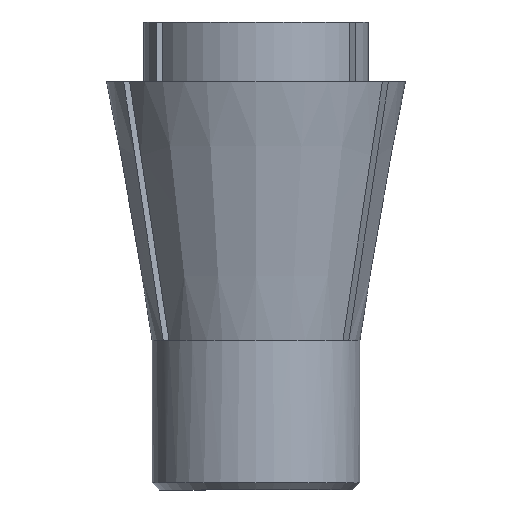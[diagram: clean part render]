
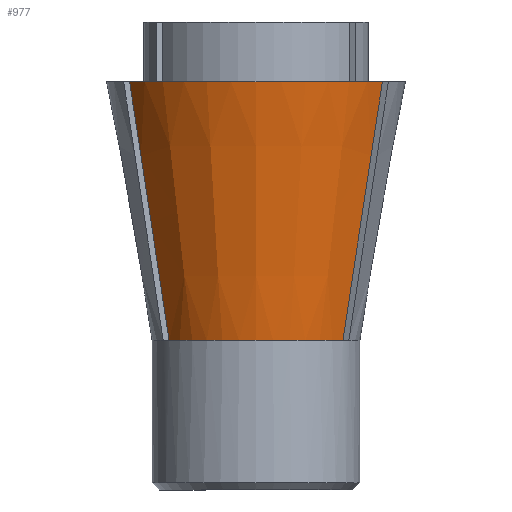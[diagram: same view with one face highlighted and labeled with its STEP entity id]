
A CAD part, left-side view. The second image highlights one B-rep face of the part: STEP entity #977.
In plain terms, the highlighted conical face has half-angle 10 degrees and reference radius 6.95 mm.
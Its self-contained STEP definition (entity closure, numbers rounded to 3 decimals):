
#232 = VERTEX_POINT('',#233);
#233 = CARTESIAN_POINT('',(-3.816,-5.809,10.));
#380 = VERTEX_POINT('',#381);
#381 = CARTESIAN_POINT('',(-3.816,5.809,10.));
#514 = EDGE_CURVE('',#232,#380,#515,.T.);
#515 = CIRCLE('',#516,6.95);
#516 = AXIS2_PLACEMENT_3D('',#517,#518,#519);
#517 = CARTESIAN_POINT('',(0.,0.,10.));
#518 = DIRECTION('',(0.,0.,-1.));
#519 = DIRECTION('',(1.,0.,0.));
#697 = EDGE_CURVE('',#698,#232,#700,.T.);
#698 = VERTEX_POINT('',#699);
#699 = CARTESIAN_POINT('',(-5.343,-8.454,27.3));
#700 = HYPERBOLA('',#701,2.269,0.4);
#701 = AXIS2_PLACEMENT_3D('',#702,#703,#704);
#702 = CARTESIAN_POINT('',(-0.346,0.2,-29.415));
#703 = DIRECTION('',(-0.866,0.5,0.));
#704 = DIRECTION('',(0.,0.,1.));
#837 = EDGE_CURVE('',#838,#380,#840,.T.);
#838 = VERTEX_POINT('',#839);
#839 = CARTESIAN_POINT('',(-5.343,8.454,27.3));
#840 = HYPERBOLA('',#841,2.269,0.4);
#841 = AXIS2_PLACEMENT_3D('',#842,#843,#844);
#842 = CARTESIAN_POINT('',(-0.346,-0.2,-29.415));
#843 = DIRECTION('',(0.866,0.5,0.));
#844 = DIRECTION('',(0.,0.,1.));
#977 = ADVANCED_FACE('',(#978),#990,.T.);
#978 = FACE_BOUND('',#979,.F.);
#979 = EDGE_LOOP('',(#980,#987,#988,#989));
#980 = ORIENTED_EDGE('',*,*,#981,.F.);
#981 = EDGE_CURVE('',#698,#838,#982,.T.);
#982 = CIRCLE('',#983,10.);
#983 = AXIS2_PLACEMENT_3D('',#984,#985,#986);
#984 = CARTESIAN_POINT('',(0.,0.,27.3));
#985 = DIRECTION('',(0.,0.,-1.));
#986 = DIRECTION('',(1.,0.,0.));
#987 = ORIENTED_EDGE('',*,*,#697,.T.);
#988 = ORIENTED_EDGE('',*,*,#514,.T.);
#989 = ORIENTED_EDGE('',*,*,#837,.F.);
#990 = CONICAL_SURFACE('',#991,6.95,0.175);
#991 = AXIS2_PLACEMENT_3D('',#992,#993,#994);
#992 = CARTESIAN_POINT('',(0.,0.,10.));
#993 = DIRECTION('',(0.,0.,1.));
#994 = DIRECTION('',(1.,0.,0.));
